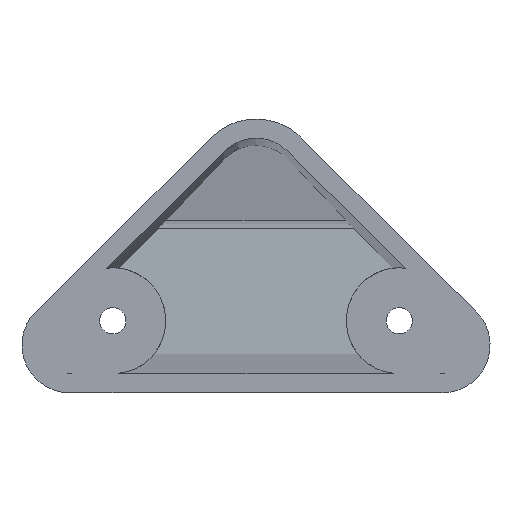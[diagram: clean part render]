
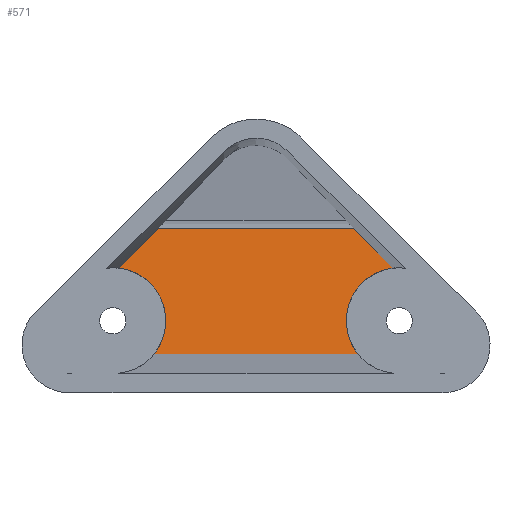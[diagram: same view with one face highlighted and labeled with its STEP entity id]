
A CAD part, front view. The second image highlights one B-rep face of the part: STEP entity #571.
In plain terms, the highlighted planar face has unit normal (0, -0.994, 0.107).
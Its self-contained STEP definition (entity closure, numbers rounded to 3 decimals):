
#42=ELLIPSE('',#625,16.595,16.5);
#43=ELLIPSE('',#626,16.595,16.5);
#52=LINE('',#2731,#65);
#65=VECTOR('',#708,10.);
#79=PLANE('',#624);
#102=FACE_OUTER_BOUND('',#141,.T.);
#141=EDGE_LOOP('',(#461,#462,#463,#464,#465,#466));
#193=B_SPLINE_CURVE_WITH_KNOTS('',3,(#2249,#2250,#2251,#2252,#2253,#2254,
#2255),.UNSPECIFIED.,.F.,.F.,(4,3,4),(-7.053,-6.321,
-6.259),.UNSPECIFIED.);
#197=B_SPLINE_CURVE_WITH_KNOTS('',3,(#2314,#2315,#2316,#2317,#2318,#2319,
#2320,#2321,#2322,#2323,#2324,#2325,#2326,#2327,#2328,#2329,#2330,#2331,
#2332),.UNSPECIFIED.,.F.,.F.,(4,3,3,3,3,3,4),(-3.295,-2.48,
-0.033,2.414,3.026,3.178,3.23),
 .UNSPECIFIED.);
#201=B_SPLINE_CURVE_WITH_KNOTS('',3,(#2397,#2398,#2399,#2400,#2401,#2402,
#2403,#2404,#2405,#2406,#2407,#2408,#2409,#2410,#2411,#2412,#2413,#2414,
#2415,#2416,#2417,#2418,#2419,#2420,#2421,#2422,#2423,#2424),
 .UNSPECIFIED.,.F.,.F.,(4,3,3,3,3,3,3,3,3,4),(7.328,7.335,
7.424,7.512,7.599,7.643,7.686,
7.977,8.025,8.091),.UNSPECIFIED.);
#261=VERTEX_POINT('',#2234);
#262=VERTEX_POINT('',#2248);
#265=VERTEX_POINT('',#2308);
#266=VERTEX_POINT('',#2313);
#269=VERTEX_POINT('',#2385);
#270=VERTEX_POINT('',#2396);
#326=EDGE_CURVE('',#262,#261,#193,.F.);
#330=EDGE_CURVE('',#266,#265,#197,.F.);
#334=EDGE_CURVE('',#270,#269,#201,.F.);
#349=EDGE_CURVE('',#265,#262,#42,.F.);
#350=EDGE_CURVE('',#261,#270,#52,.T.);
#351=EDGE_CURVE('',#269,#266,#43,.F.);
#461=ORIENTED_EDGE('',*,*,#349,.T.);
#462=ORIENTED_EDGE('',*,*,#326,.T.);
#463=ORIENTED_EDGE('',*,*,#350,.T.);
#464=ORIENTED_EDGE('',*,*,#334,.T.);
#465=ORIENTED_EDGE('',*,*,#351,.T.);
#466=ORIENTED_EDGE('',*,*,#330,.T.);
#571=ADVANCED_FACE('',(#102),#79,.T.);
#624=AXIS2_PLACEMENT_3D('',#2729,#704,#705);
#625=AXIS2_PLACEMENT_3D('',#2730,#706,#707);
#626=AXIS2_PLACEMENT_3D('',#2732,#709,#710);
#704=DIRECTION('center_axis',(0.,-0.994,0.107));
#705=DIRECTION('ref_axis',(0.,0.107,0.994));
#706=DIRECTION('center_axis',(0.,-0.994,0.107));
#707=DIRECTION('ref_axis',(0.,0.107,0.994));
#708=DIRECTION('',(-1.,0.,0.));
#709=DIRECTION('center_axis',(0.,-0.994,0.107));
#710=DIRECTION('ref_axis',(0.,0.107,0.994));
#2234=CARTESIAN_POINT('',(30.651,35.786,8.757));
#2248=CARTESIAN_POINT('',(43.061,34.417,-3.971));
#2249=CARTESIAN_POINT('Ctrl Pts',(30.651,35.786,8.757));
#2250=CARTESIAN_POINT('Ctrl Pts',(34.48,35.362,4.822));
#2251=CARTESIAN_POINT('Ctrl Pts',(38.23,34.949,0.976));
#2252=CARTESIAN_POINT('Ctrl Pts',(42.084,34.524,-2.971));
#2253=CARTESIAN_POINT('Ctrl Pts',(42.409,34.488,-3.304));
#2254=CARTESIAN_POINT('Ctrl Pts',(42.735,34.453,-3.637));
#2255=CARTESIAN_POINT('Ctrl Pts',(43.061,34.417,-3.971));
#2308=CARTESIAN_POINT('',(32.298,31.522,-30.888));
#2313=CARTESIAN_POINT('',(-32.298,31.522,-30.888));
#2314=CARTESIAN_POINT('Ctrl Pts',(32.299,31.522,-30.888));
#2315=CARTESIAN_POINT('Ctrl Pts',(29.645,31.522,-30.888));
#2316=CARTESIAN_POINT('Ctrl Pts',(26.976,31.522,-30.888));
#2317=CARTESIAN_POINT('Ctrl Pts',(24.297,31.522,-30.888));
#2318=CARTESIAN_POINT('Ctrl Pts',(16.263,31.522,-30.888));
#2319=CARTESIAN_POINT('Ctrl Pts',(8.132,31.522,-30.888));
#2320=CARTESIAN_POINT('Ctrl Pts',(0.,31.522,
-30.888));
#2321=CARTESIAN_POINT('Ctrl Pts',(-8.131,31.522,-30.888));
#2322=CARTESIAN_POINT('Ctrl Pts',(-16.263,31.522,-30.888));
#2323=CARTESIAN_POINT('Ctrl Pts',(-24.296,31.522,-30.888));
#2324=CARTESIAN_POINT('Ctrl Pts',(-26.305,31.522,-30.888));
#2325=CARTESIAN_POINT('Ctrl Pts',(-28.307,31.522,-30.888));
#2326=CARTESIAN_POINT('Ctrl Pts',(-30.301,31.522,-30.888));
#2327=CARTESIAN_POINT('Ctrl Pts',(-30.8,31.522,-30.888));
#2328=CARTESIAN_POINT('Ctrl Pts',(-31.298,31.522,-30.888));
#2329=CARTESIAN_POINT('Ctrl Pts',(-31.796,31.522,-30.888));
#2330=CARTESIAN_POINT('Ctrl Pts',(-31.963,31.522,-30.888));
#2331=CARTESIAN_POINT('Ctrl Pts',(-32.13,31.522,-30.888));
#2332=CARTESIAN_POINT('Ctrl Pts',(-32.297,31.522,-30.888));
#2385=CARTESIAN_POINT('',(-43.061,34.417,-3.971));
#2396=CARTESIAN_POINT('',(-30.651,35.786,8.757));
#2397=CARTESIAN_POINT('Ctrl Pts',(-43.061,34.417,-3.971));
#2398=CARTESIAN_POINT('Ctrl Pts',(-43.024,34.421,-3.934));
#2399=CARTESIAN_POINT('Ctrl Pts',(-42.987,34.425,-3.896));
#2400=CARTESIAN_POINT('Ctrl Pts',(-42.95,34.429,-3.858));
#2401=CARTESIAN_POINT('Ctrl Pts',(-42.482,34.48,-3.379));
#2402=CARTESIAN_POINT('Ctrl Pts',(-42.013,34.532,-2.899));
#2403=CARTESIAN_POINT('Ctrl Pts',(-41.543,34.584,-2.417));
#2404=CARTESIAN_POINT('Ctrl Pts',(-41.075,34.635,-1.938));
#2405=CARTESIAN_POINT('Ctrl Pts',(-40.607,34.687,-1.458));
#2406=CARTESIAN_POINT('Ctrl Pts',(-40.136,34.739,-0.976));
#2407=CARTESIAN_POINT('Ctrl Pts',(-39.669,34.79,-0.497));
#2408=CARTESIAN_POINT('Ctrl Pts',(-39.201,34.842,-0.017));
#2409=CARTESIAN_POINT('Ctrl Pts',(-38.73,34.894,0.465));
#2410=CARTESIAN_POINT('Ctrl Pts',(-38.497,34.92,0.704));
#2411=CARTESIAN_POINT('Ctrl Pts',(-38.263,34.945,0.944));
#2412=CARTESIAN_POINT('Ctrl Pts',(-38.028,34.971,1.185));
#2413=CARTESIAN_POINT('Ctrl Pts',(-37.795,34.997,1.424));
#2414=CARTESIAN_POINT('Ctrl Pts',(-37.561,35.023,1.664));
#2415=CARTESIAN_POINT('Ctrl Pts',(-37.326,35.049,1.904));
#2416=CARTESIAN_POINT('Ctrl Pts',(-35.753,35.222,3.518));
#2417=CARTESIAN_POINT('Ctrl Pts',(-34.161,35.398,5.151));
#2418=CARTESIAN_POINT('Ctrl Pts',(-32.545,35.576,6.811));
#2419=CARTESIAN_POINT('Ctrl Pts',(-32.275,35.606,7.088));
#2420=CARTESIAN_POINT('Ctrl Pts',(-32.006,35.636,7.364));
#2421=CARTESIAN_POINT('Ctrl Pts',(-31.737,35.666,7.641));
#2422=CARTESIAN_POINT('Ctrl Pts',(-31.375,35.706,8.013));
#2423=CARTESIAN_POINT('Ctrl Pts',(-31.013,35.746,8.384));
#2424=CARTESIAN_POINT('Ctrl Pts',(-30.651,35.786,8.756));
#2729=CARTESIAN_POINT('Origin',(75.,31.005,-35.692));
#2730=CARTESIAN_POINT('Origin',(45.,32.654,-20.357));
#2731=CARTESIAN_POINT('',(75.,35.786,8.757));
#2732=CARTESIAN_POINT('Origin',(-45.,32.654,-20.357));
